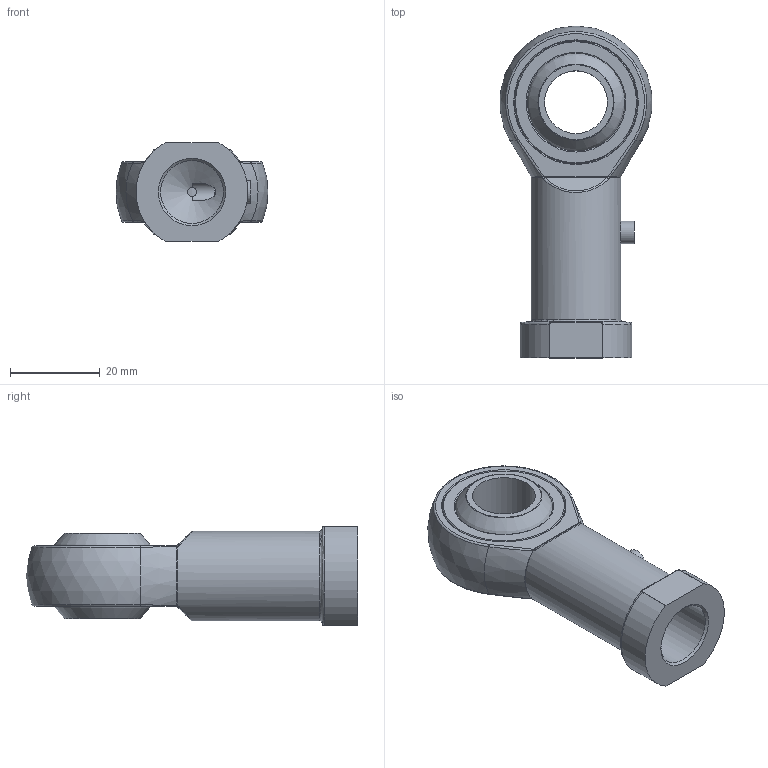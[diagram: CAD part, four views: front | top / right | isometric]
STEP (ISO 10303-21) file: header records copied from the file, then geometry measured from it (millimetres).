
FILE_DESCRIPTION (( 'STEP AP214' ), '1' );
FILE_NAME ('73.01.07.0006L.step', '2021-04-02T18:56:14', ( '' ), ( '' ), 'SwSTEP 2.0', 'SolidWorks 2021', '' );
FILE_SCHEMA (( 'AUTOMOTIVE_DESIGN' ));
Length unit declared in the file: millimetre
Products named in the file (1): 73.01.07.0006L
Bounding box: 33.85 x 74 x 22 mm (x, y, z)
Volume: 20410.3 mm3; surface area: 12599.9 mm2
Topology: 4 solids, 4 shells, 86 faces, 196 edges, 116 vertices
Faces by surface type: bspline 26, cylinder 20, plane 18, torus 11, cone 8, sphere 3
Full cylindrical faces by diameter (mm): 2 x1, 4 x3, 5 x1, 14 x2, 20 x1, 27.4 x2
Entity records: 2959 total; most frequent: CARTESIAN_POINT 1294, ORIENTED_EDGE 316, DIRECTION 304, EDGE_CURVE 158, AXIS2_PLACEMENT_3D 141, EDGE_LOOP 121, VERTEX_POINT 105, FACE_OUTER_BOUND 99
